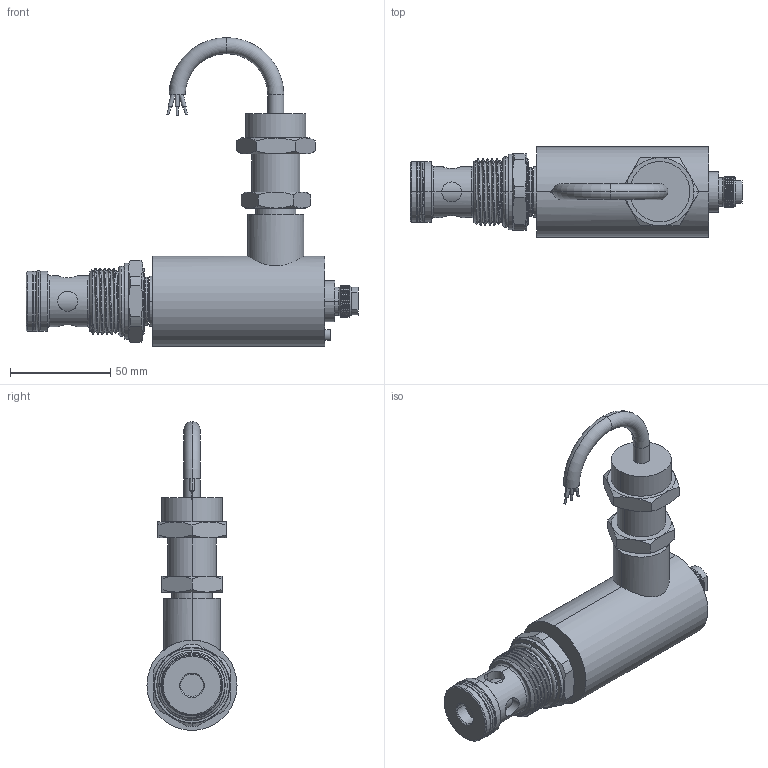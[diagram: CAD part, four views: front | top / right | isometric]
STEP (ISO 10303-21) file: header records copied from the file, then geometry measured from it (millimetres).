
FILE_DESCRIPTION (( 'STEP AP203' ), '1' );
FILE_NAME ('EP21E2E01N.STEP', '2023-11-08T08:35:18', ( '' ), ( '' ), 'SwSTEP 2.0', 'SolidWorks 2018', '' );
FILE_SCHEMA (( 'CONFIG_CONTROL_DESIGN' ));
Length unit declared in the file: millimetre
Products named in the file (1): EP21E2E01N
Bounding box: 165.65 x 45 x 154.07 mm (x, y, z)
Volume: 234039.9 mm3; surface area: 38866.2 mm2
Topology: 4 solids, 4 shells, 265 faces, 596 edges, 365 vertices
Faces by surface type: cylinder 102, cone 74, plane 58, torus 22, bspline 9
Entity records: 14480 total; most frequent: CARTESIAN_POINT 8733, ORIENTED_EDGE 1192, DIRECTION 1179, EDGE_CURVE 596, AXIS2_PLACEMENT_3D 508, VERTEX_POINT 365, EDGE_LOOP 297, ADVANCED_FACE 265
